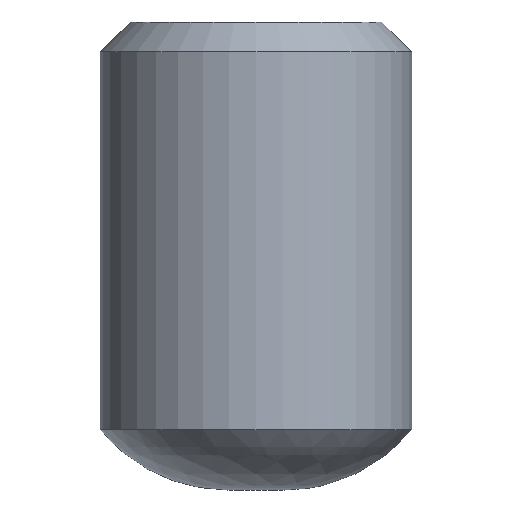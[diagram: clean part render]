
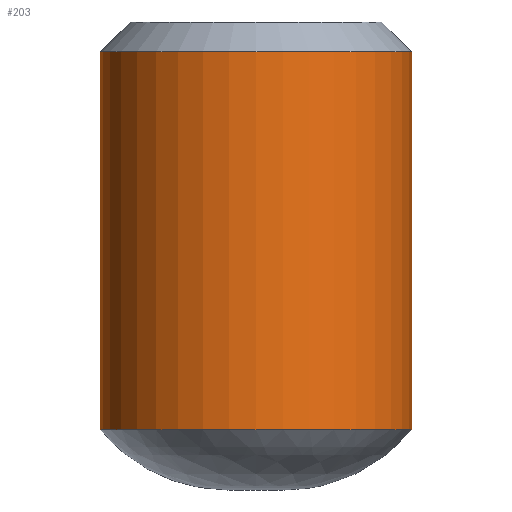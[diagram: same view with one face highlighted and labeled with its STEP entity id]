
A CAD part, front view. The second image highlights one B-rep face of the part: STEP entity #203.
In plain terms, the highlighted cylindrical face has radius 3.962 mm (diameter 7.925 mm), a full revolution.
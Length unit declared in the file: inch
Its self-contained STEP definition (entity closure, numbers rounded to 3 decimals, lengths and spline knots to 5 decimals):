
#15=CYLINDRICAL_SURFACE('',#224,0.156);
#52=FACE_BOUND('',#83,.T.);
#67=FACE_OUTER_BOUND('',#82,.T.);
#82=EDGE_LOOP('',(#170,#171));
#83=EDGE_LOOP('',(#172));
#94=CIRCLE('',#219,0.156);
#95=CIRCLE('',#220,0.156);
#97=CIRCLE('',#223,0.156);
#111=VERTEX_POINT('',#356);
#112=VERTEX_POINT('',#360);
#114=VERTEX_POINT('',#366);
#134=EDGE_CURVE('',#112,#111,#94,.T.);
#135=EDGE_CURVE('',#111,#112,#95,.T.);
#137=EDGE_CURVE('',#114,#114,#97,.T.);
#170=ORIENTED_EDGE('',*,*,#134,.T.);
#171=ORIENTED_EDGE('',*,*,#135,.T.);
#172=ORIENTED_EDGE('',*,*,#137,.F.);
#203=ADVANCED_FACE('',(#67,#52),#15,.T.);
#219=AXIS2_PLACEMENT_3D('',#361,#254,#255);
#220=AXIS2_PLACEMENT_3D('',#362,#256,#257);
#223=AXIS2_PLACEMENT_3D('',#367,#262,#263);
#224=AXIS2_PLACEMENT_3D('',#368,#264,#265);
#254=DIRECTION('center_axis',(0.,0.,1.));
#255=DIRECTION('ref_axis',(-1.,0.,0.));
#256=DIRECTION('center_axis',(0.,0.,1.));
#257=DIRECTION('ref_axis',(-1.,0.,0.));
#262=DIRECTION('center_axis',(0.,0.,1.));
#263=DIRECTION('ref_axis',(-1.,0.,0.));
#264=DIRECTION('center_axis',(0.,0.,-1.));
#265=DIRECTION('ref_axis',(-1.,0.,0.));
#356=CARTESIAN_POINT('',(-0.156,0.,-0.40847));
#360=CARTESIAN_POINT('',(0.156,0.,-0.40847));
#361=CARTESIAN_POINT('Origin',(0.,0.,-0.40847));
#362=CARTESIAN_POINT('Origin',(0.,0.,-0.40847));
#366=CARTESIAN_POINT('',(0.156,0.,-0.03));
#367=CARTESIAN_POINT('Origin',(0.,0.,-0.03));
#368=CARTESIAN_POINT('Origin',(0.,0.,0.));
